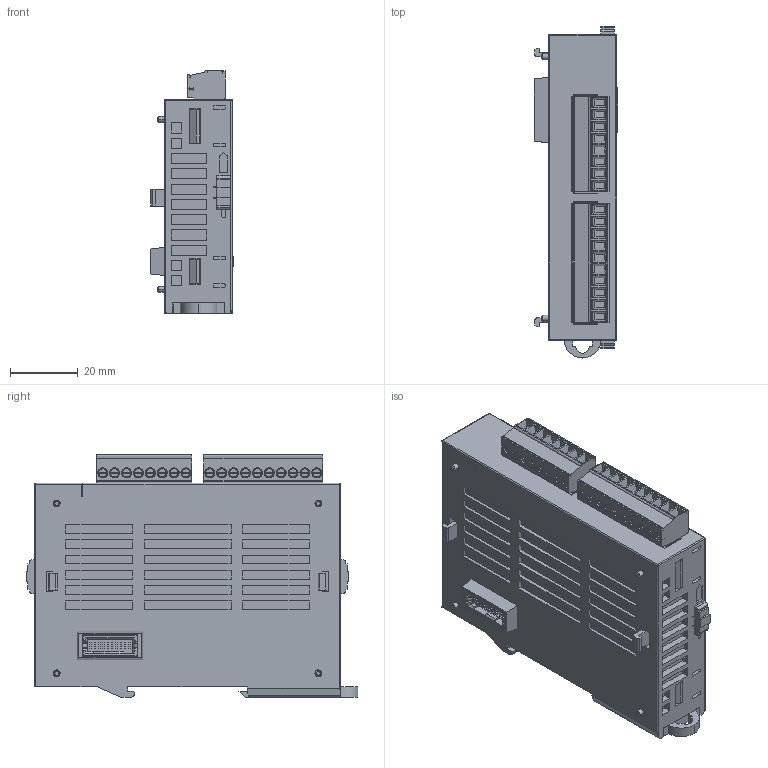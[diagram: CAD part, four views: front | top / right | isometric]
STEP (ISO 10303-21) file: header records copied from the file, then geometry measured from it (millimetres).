
FILE_DESCRIPTION (( 'STEP AP214' ), '1' );
FILE_NAME ('XBE-DC16A broken Part cut1 coord fxt.STEP', '2022-11-16T18:44:17', ( '' ), ( '' ), 'SwSTEP 2.0', 'SolidWorks 2021', '' );
FILE_SCHEMA (( 'AUTOMOTIVE_DESIGN' ));
Length unit declared in the file: inch
Products named in the file (1): XBE-DC16A broken Part cut1 coord fxt
Bounding box: 24.53 x 97.63 x 71.5 mm (x, y, z)
Volume: 109790.5 mm3; surface area: 31148 mm2
Topology: 1 solids, 15 shells, 2854 faces, 7851 edges, 5116 vertices
Faces by surface type: plane 2074, cylinder 541, cone 116, bspline 107, torus 16
Entity records: 92913 total; most frequent: CARTESIAN_POINT 21271, ORIENTED_EDGE 15688, DIRECTION 13613, EDGE_CURVE 7844, VECTOR 5885, LINE 5885, VERTEX_POINT 5116, AXIS2_PLACEMENT_3D 3864
